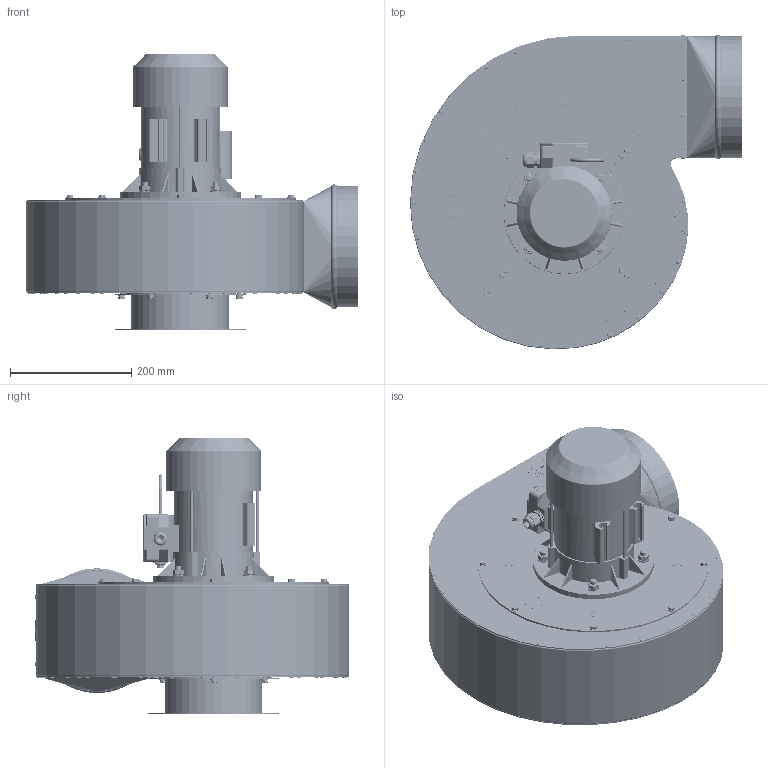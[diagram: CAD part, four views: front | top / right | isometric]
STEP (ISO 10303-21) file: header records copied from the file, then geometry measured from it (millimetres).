
FILE_DESCRIPTION(/* description */ ('804W05 WPA-7-E-N'),/* implementation_level */ '2;1');
FILE_NAME(/* name */ '804W05 WPA-7-E-N.stp',/* time_stamp */ '2022-05-09T09:16:25+02:00',/* author */ ('a.korpacki'),/* organization */ ('KLIMAWENT S.A.'),/* preprocessor_version */ 'ST-DEVELOPER v18.1',/* originating_system */ 'Autodesk Inventor 2021',/* authorisation */ '');
FILE_SCHEMA (('AUTOMOTIVE_DESIGN { 1 0 10303 214 3 1 1 }'));
Length unit declared in the file: millimetre
Products named in the file (1): ~~
Bounding box: 547.25 x 518.97 x 455.5 mm (x, y, z)
Volume: 5034968.2 mm3; surface area: 2229356.2 mm2
Topology: 22 solids, 22 shells, 5348 faces, 13304 edges, 8591 vertices
Faces by surface type: plane 2673, bspline 1134, cylinder 947, cone 316, torus 252, sphere 26
Full cylindrical faces by diameter (mm): 3 x28, 3.2 x73, 3.4 x33, 3.5 x37, 4 x8, 4.3 x8, 4.8 x3, 6 x39, 6.2 x6, 6.3 x1, 6.5 x79, 7 x12, 7.92 x14, 8 x8, 8.88 x21, 9 x9, 10 x8, 11 x4, 12 x5, 12.5 x1, 14.63 x4, 17 x1, 20 x1, 27 x1, 34 x1, 40 x3, 42 x1, 45 x1, 46 x1, 100 x1
Entity records: 180847 total; most frequent: CARTESIAN_POINT 54405, ORIENTED_EDGE 26532, DIRECTION 22273, EDGE_CURVE 13266, VERTEX_POINT 8591, AXIS2_PLACEMENT_3D 7801, LINE 6671, VECTOR 6671
